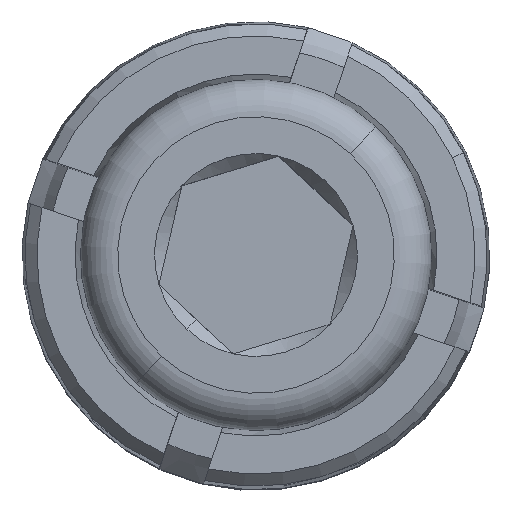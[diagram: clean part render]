
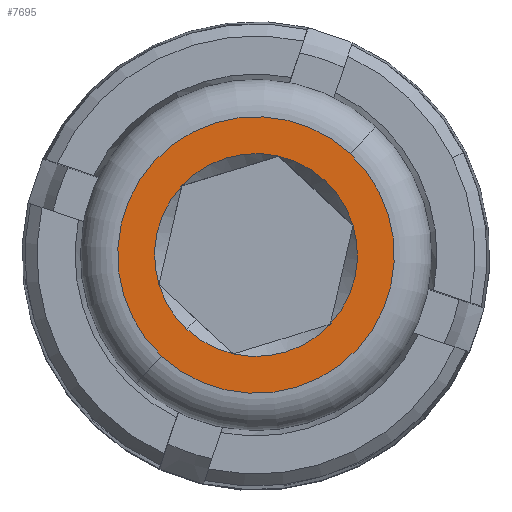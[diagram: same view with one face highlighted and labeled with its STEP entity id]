
A CAD part, top view. The second image highlights one B-rep face of the part: STEP entity #7695.
In plain terms, the highlighted face is planar.
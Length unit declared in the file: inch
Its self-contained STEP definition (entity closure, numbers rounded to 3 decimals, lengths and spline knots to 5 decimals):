
#29 = CARTESIAN_POINT ( 'NONE',  ( 0.04688, 0.02706, -0.75 ) ) ;
#124 = DIRECTION ( 'NONE',  ( 0., 0., -1. ) ) ;
#185 = CARTESIAN_POINT ( 'NONE',  ( 0., 0.05413, -0.75 ) ) ;
#214 = CIRCLE ( 'NONE', #2679, 0.05413 ) ;
#267 = DIRECTION ( 'NONE',  ( -1., 0., 0. ) ) ;
#273 = VERTEX_POINT ( 'NONE', #2170 ) ;
#415 = DIRECTION ( 'NONE',  ( 0., 0., 1. ) ) ;
#484 = CARTESIAN_POINT ( 'NONE',  ( 0., 0., -0.75 ) ) ;
#488 = ORIENTED_EDGE ( 'NONE', *, *, #9061, .F. ) ;
#586 = DIRECTION ( 'NONE',  ( 0., 0., -1. ) ) ;
#588 = DIRECTION ( 'NONE',  ( -1., 0., 0. ) ) ;
#636 = PLANE ( 'NONE',  #5443 ) ;
#1003 = AXIS2_PLACEMENT_3D ( 'NONE', #7594, #1920, #7093 ) ;
#1167 = CARTESIAN_POINT ( 'NONE',  ( -0.04687, 0.02706, -0.75 ) ) ;
#1281 = VERTEX_POINT ( 'NONE', #5761 ) ;
#1327 = FACE_BOUND ( 'NONE', #6039, .T. ) ;
#1521 = VERTEX_POINT ( 'NONE', #2121 ) ;
#1920 = DIRECTION ( 'NONE',  ( 0., 0., 1. ) ) ;
#1991 = DIRECTION ( 'NONE',  ( -1., 0., 0. ) ) ;
#2005 = ORIENTED_EDGE ( 'NONE', *, *, #2605, .F. ) ;
#2032 = AXIS2_PLACEMENT_3D ( 'NONE', #2392, #9077, #3897 ) ;
#2045 = ORIENTED_EDGE ( 'NONE', *, *, #8786, .F. ) ;
#2121 = CARTESIAN_POINT ( 'NONE',  ( 0., -0.05413, -0.75 ) ) ;
#2170 = CARTESIAN_POINT ( 'NONE',  ( -0.04687, -0.02706, -0.75 ) ) ;
#2386 = CIRCLE ( 'NONE', #3154, 0.05413 ) ;
#2392 = CARTESIAN_POINT ( 'NONE',  ( 0., 0., -0.75 ) ) ;
#2437 = EDGE_CURVE ( 'NONE', #4072, #3178, #3773, .T. ) ;
#2460 = EDGE_CURVE ( 'NONE', #4619, #3522, #7166, .T. ) ;
#2581 = VERTEX_POINT ( 'NONE', #1167 ) ;
#2605 = EDGE_CURVE ( 'NONE', #1521, #273, #2386, .T. ) ;
#2629 = DIRECTION ( 'NONE',  ( 1., 0., 0. ) ) ;
#2637 = DIRECTION ( 'NONE',  ( -1., 0., 0. ) ) ;
#2679 = AXIS2_PLACEMENT_3D ( 'NONE', #9296, #5649, #3324 ) ;
#2901 = CARTESIAN_POINT ( 'NONE',  ( 0., 0., -0.75 ) ) ;
#3090 = EDGE_CURVE ( 'NONE', #3522, #4619, #7488, .T. ) ;
#3154 = AXIS2_PLACEMENT_3D ( 'NONE', #3368, #4877, #2637 ) ;
#3178 = VERTEX_POINT ( 'NONE', #29 ) ;
#3324 = DIRECTION ( 'NONE',  ( -1., 0., 0. ) ) ;
#3368 = CARTESIAN_POINT ( 'NONE',  ( 0., 0., -0.75 ) ) ;
#3522 = VERTEX_POINT ( 'NONE', #7793 ) ;
#3550 = CARTESIAN_POINT ( 'NONE',  ( -0.07375, 0., -0.75 ) ) ;
#3677 = ORIENTED_EDGE ( 'NONE', *, *, #5339, .F. ) ;
#3773 = CIRCLE ( 'NONE', #5163, 0.05413 ) ;
#3897 = DIRECTION ( 'NONE',  ( -1., 0., 0. ) ) ;
#4072 = VERTEX_POINT ( 'NONE', #185 ) ;
#4088 = CIRCLE ( 'NONE', #5620, 0.05413 ) ;
#4373 = FACE_OUTER_BOUND ( 'NONE', #5001, .T. ) ;
#4619 = VERTEX_POINT ( 'NONE', #3550 ) ;
#4641 = ORIENTED_EDGE ( 'NONE', *, *, #8594, .F. ) ;
#4877 = DIRECTION ( 'NONE',  ( 0., 0., -1. ) ) ;
#4916 = DIRECTION ( 'NONE',  ( 0., 0., -1. ) ) ;
#5001 = EDGE_LOOP ( 'NONE', ( #6770, #9245 ) ) ;
#5111 = CIRCLE ( 'NONE', #2032, 0.05413 ) ;
#5163 = AXIS2_PLACEMENT_3D ( 'NONE', #2901, #586, #6484 ) ;
#5313 = AXIS2_PLACEMENT_3D ( 'NONE', #7044, #415, #2629 ) ;
#5339 = EDGE_CURVE ( 'NONE', #2581, #4072, #5111, .T. ) ;
#5443 = AXIS2_PLACEMENT_3D ( 'NONE', #7313, #7117, #588 ) ;
#5620 = AXIS2_PLACEMENT_3D ( 'NONE', #8199, #124, #267 ) ;
#5649 = DIRECTION ( 'NONE',  ( 0., 0., -1. ) ) ;
#5761 = CARTESIAN_POINT ( 'NONE',  ( 0.04687, -0.02706, -0.75 ) ) ;
#6039 = EDGE_LOOP ( 'NONE', ( #3677, #2045, #488, #2005, #7208, #4641, #9505 ) ) ;
#6147 = VERTEX_POINT ( 'NONE', #7764 ) ;
#6484 = DIRECTION ( 'NONE',  ( -1., 0., 0. ) ) ;
#6770 = ORIENTED_EDGE ( 'NONE', *, *, #3090, .F. ) ;
#7044 = CARTESIAN_POINT ( 'NONE',  ( 0., 0., -0.75 ) ) ;
#7093 = DIRECTION ( 'NONE',  ( 1., 0., 0. ) ) ;
#7117 = DIRECTION ( 'NONE',  ( 0., 0., -1. ) ) ;
#7166 = CIRCLE ( 'NONE', #1003, 0.07375 ) ;
#7208 = ORIENTED_EDGE ( 'NONE', *, *, #8513, .F. ) ;
#7313 = CARTESIAN_POINT ( 'NONE',  ( 0., 0., -0.75 ) ) ;
#7488 = CIRCLE ( 'NONE', #5313, 0.07375 ) ;
#7594 = CARTESIAN_POINT ( 'NONE',  ( 0., 0., -0.75 ) ) ;
#7695 = ADVANCED_FACE ( 'NONE', ( #1327, #4373 ), #636, .T. ) ;
#7764 = CARTESIAN_POINT ( 'NONE',  ( -0.05413, 0., -0.75 ) ) ;
#7776 = CIRCLE ( 'NONE', #9486, 0.05413 ) ;
#7793 = CARTESIAN_POINT ( 'NONE',  ( 0.07375, 0., -0.75 ) ) ;
#8092 = CIRCLE ( 'NONE', #8875, 0.05413 ) ;
#8199 = CARTESIAN_POINT ( 'NONE',  ( 0., 0., -0.75 ) ) ;
#8513 = EDGE_CURVE ( 'NONE', #1281, #1521, #8092, .T. ) ;
#8594 = EDGE_CURVE ( 'NONE', #3178, #1281, #4088, .T. ) ;
#8596 = CARTESIAN_POINT ( 'NONE',  ( 0., 0., -0.75 ) ) ;
#8617 = DIRECTION ( 'NONE',  ( 0., 0., -1. ) ) ;
#8786 = EDGE_CURVE ( 'NONE', #6147, #2581, #214, .T. ) ;
#8875 = AXIS2_PLACEMENT_3D ( 'NONE', #8596, #4916, #9381 ) ;
#9061 = EDGE_CURVE ( 'NONE', #273, #6147, #7776, .T. ) ;
#9077 = DIRECTION ( 'NONE',  ( 0., 0., -1. ) ) ;
#9245 = ORIENTED_EDGE ( 'NONE', *, *, #2460, .F. ) ;
#9296 = CARTESIAN_POINT ( 'NONE',  ( 0., 0., -0.75 ) ) ;
#9381 = DIRECTION ( 'NONE',  ( -1., 0., 0. ) ) ;
#9486 = AXIS2_PLACEMENT_3D ( 'NONE', #484, #8617, #1991 ) ;
#9505 = ORIENTED_EDGE ( 'NONE', *, *, #2437, .F. ) ;
